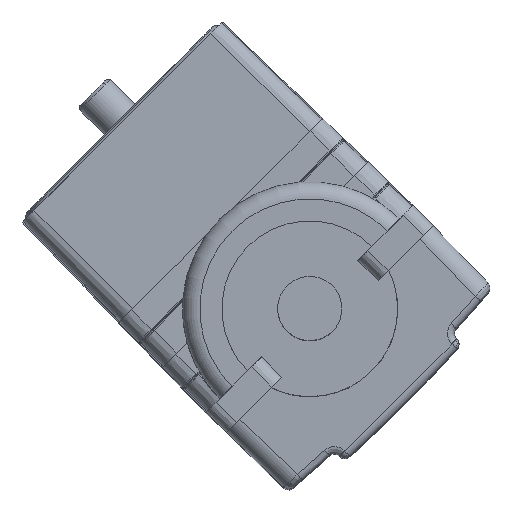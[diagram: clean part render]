
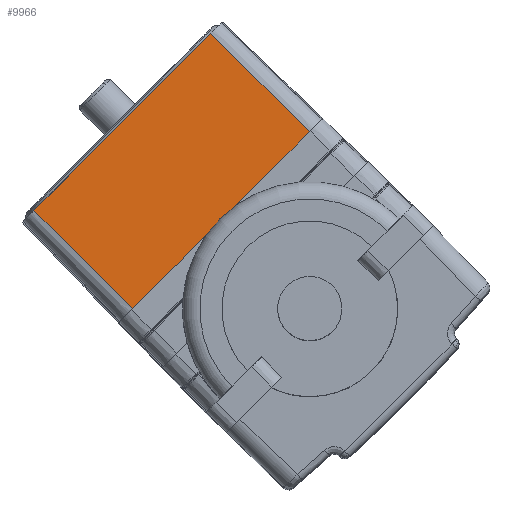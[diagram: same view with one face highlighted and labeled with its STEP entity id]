
A CAD part, top view. The second image highlights one B-rep face of the part: STEP entity #9966.
In plain terms, the highlighted planar face has unit normal (-0.012, 0.012, 1).
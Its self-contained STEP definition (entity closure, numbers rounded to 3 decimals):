
#957=DIRECTION('',(-0.707,-0.707,0.));
#958=VECTOR('',#957,17.5);
#959=CARTESIAN_POINT('',(13.535,52.932,18.676));
#960=LINE('',#959,#958);
#964=CARTESIAN_POINT('',(14.172,39.921,18.845));
#965=CARTESIAN_POINT('',(14.487,40.237,18.845));
#966=CARTESIAN_POINT('',(14.824,40.527,18.845));
#967=CARTESIAN_POINT('',(15.183,40.791,18.846));
#972=CARTESIAN_POINT('',(13.302,38.91,18.846));
#973=CARTESIAN_POINT('',(13.566,39.269,18.845));
#974=CARTESIAN_POINT('',(13.856,39.606,18.845));
#975=CARTESIAN_POINT('',(14.172,39.921,18.845));
#980=DIRECTION('',(0.707,0.707,0.));
#981=VECTOR('',#980,7.42);
#982=CARTESIAN_POINT('',(8.055,33.663,18.846));
#983=LINE('',#982,#981);
#987=DIRECTION('',(0.707,-0.707,0.017));
#988=VECTOR('',#987,9.751);
#989=CARTESIAN_POINT('',(13.535,52.932,18.676));
#990=LINE('',#989,#988);
#1001=DIRECTION('',(-0.707,-0.707,0.));
#1002=VECTOR('',#1001,7.42);
#1003=CARTESIAN_POINT('',(20.429,46.038,18.846));
#1004=LINE('',#1003,#1002);
#1455=DIRECTION('',(-0.707,0.707,-0.017));
#1456=VECTOR('',#1455,9.751);
#1457=CARTESIAN_POINT('',(8.055,33.663,18.846));
#1458=LINE('',#1457,#1456);
#8015=CARTESIAN_POINT('',(13.535,52.932,18.676));
#8016=VERTEX_POINT('',#8015);
#8017=CARTESIAN_POINT('',(1.161,40.557,18.676));
#8018=VERTEX_POINT('',#8017);
#8370=CARTESIAN_POINT('',(8.055,33.663,18.846));
#8371=VERTEX_POINT('',#8370);
#8372=CARTESIAN_POINT('',(20.429,46.038,18.846));
#8373=VERTEX_POINT('',#8372);
#8374=CARTESIAN_POINT('',(15.183,40.791,18.846));
#8375=VERTEX_POINT('',#8374);
#8376=VERTEX_POINT('',#964);
#8377=VERTEX_POINT('',#972);
#9948=CARTESIAN_POINT('',(14.403,17.171,19.128));
#9949=DIRECTION('',(0.012,-0.012,-1.));
#9950=DIRECTION('',(0.707,-0.707,0.017));
#9951=AXIS2_PLACEMENT_3D('',#9948,#9949,#9950);
#9952=PLANE('',#9951);
#9953=ORIENTED_EDGE('',*,*,#9709,.F.);
#9955=ORIENTED_EDGE('',*,*,#9954,.T.);
#9957=ORIENTED_EDGE('',*,*,#9956,.T.);
#9958=ORIENTED_EDGE('',*,*,#9874,.F.);
#9959=ORIENTED_EDGE('',*,*,#9912,.F.);
#9961=ORIENTED_EDGE('',*,*,#9960,.F.);
#9963=ORIENTED_EDGE('',*,*,#9962,.T.);
#9964=EDGE_LOOP('',(#9953,#9955,#9957,#9958,#9959,#9961,#9963));
#9965=FACE_OUTER_BOUND('',#9964,.F.);
#9966=ADVANCED_FACE('',(#9965),#9952,.F.);
#968=B_SPLINE_CURVE_WITH_KNOTS('',3,(#964,#965,#966,#967),.UNSPECIFIED.,.F.,.F.,
(4,4),(0.,1.),.UNSPECIFIED.);
#976=B_SPLINE_CURVE_WITH_KNOTS('',3,(#972,#973,#974,#975),.UNSPECIFIED.,.F.,.F.,
(4,4),(0.,1.),.UNSPECIFIED.);
#9709=EDGE_CURVE('',#8016,#8018,#960,.T.);
#9874=EDGE_CURVE('',#8376,#8375,#968,.T.);
#9912=EDGE_CURVE('',#8377,#8376,#976,.T.);
#9954=EDGE_CURVE('',#8016,#8373,#990,.T.);
#9956=EDGE_CURVE('',#8373,#8375,#1004,.T.);
#9960=EDGE_CURVE('',#8371,#8377,#983,.T.);
#9962=EDGE_CURVE('',#8371,#8018,#1458,.T.);
